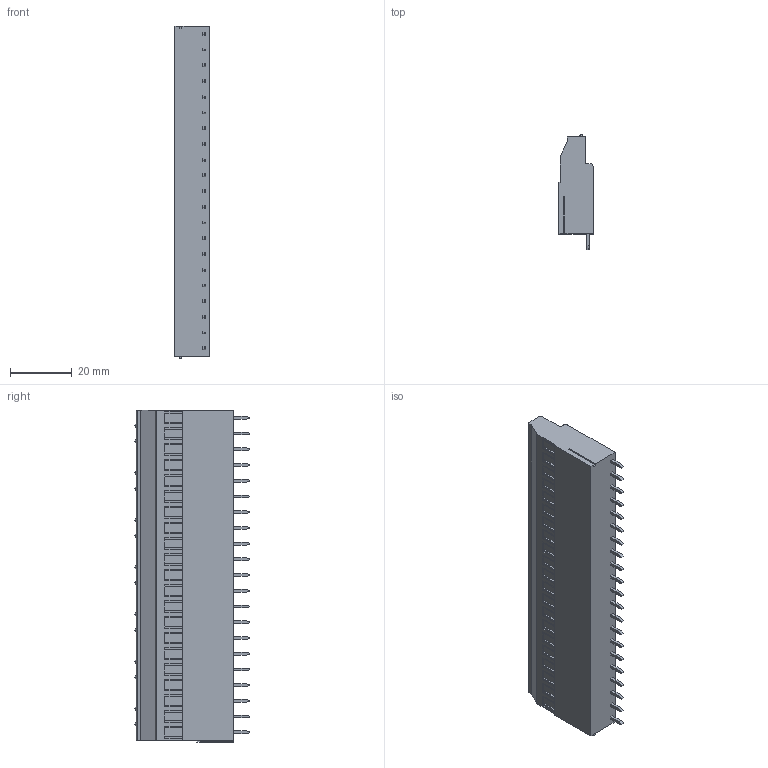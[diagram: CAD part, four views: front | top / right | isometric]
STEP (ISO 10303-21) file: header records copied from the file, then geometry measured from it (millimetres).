
FILE_DESCRIPTION((''),'2;1');
FILE_NAME('TL324VM','2025-01-11T',('yanfa'),(''),'PRO/ENGINEER BY PARAMETRIC TECHNOLOGY CORPORATION, 2009280','PRO/ENGINEER BY PARAMETRIC TECHNOLOGY CORPORATION, 2009280','');
FILE_SCHEMA(('AUTOMOTIVE_DESIGN_CC2 { 1 2 10303 214 -1 1 5 2 }'));
Length unit declared in the file: millimetre
Products named in the file (1): TL324VM
Bounding box: 11.1 x 37 x 107.28 mm (x, y, z)
Volume: 32546.4 mm3; surface area: 10989.8 mm2
Topology: 1 solids, 1 shells, 669 faces, 1831 edges, 1192 vertices
Faces by surface type: plane 507, cylinder 92, torus 42, sphere 28
Entity records: 21172 total; most frequent: CARTESIAN_POINT 4126, ORIENTED_EDGE 3606, DIRECTION 3423, EDGE_CURVE 1803, VECTOR 1353, LINE 1353, VERTEX_POINT 1192, AXIS2_PLACEMENT_3D 1035
